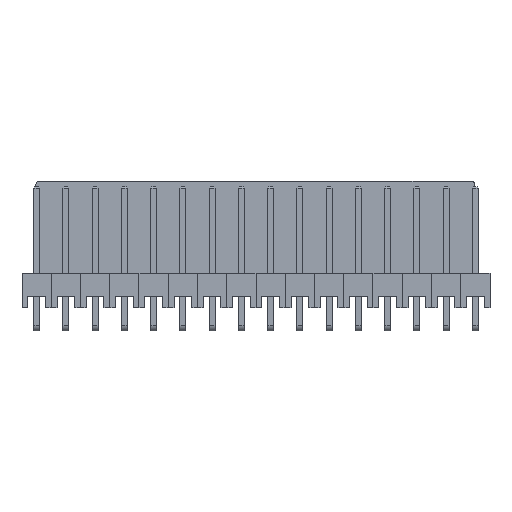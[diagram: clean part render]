
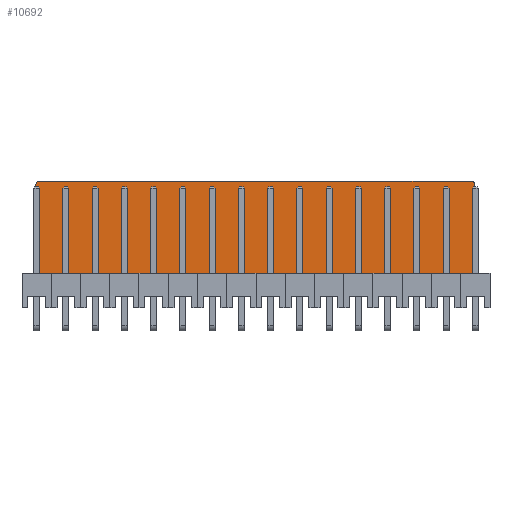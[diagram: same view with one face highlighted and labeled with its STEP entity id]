
A CAD part, front view. The second image highlights one B-rep face of the part: STEP entity #10692.
In plain terms, the highlighted face is planar.
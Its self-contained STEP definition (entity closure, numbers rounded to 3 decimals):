
#10342 = PLANE('',#10343);
#10343 = AXIS2_PLACEMENT_3D('',#10344,#10345,#10346);
#10344 = CARTESIAN_POINT('',(39.3,3.,0.));
#10345 = DIRECTION('',(-1.,0.,0.));
#10346 = DIRECTION('',(0.,1.,0.));
#10367 = VERTEX_POINT('',#10368);
#10368 = CARTESIAN_POINT('',(39.3,3.,1.));
#10382 = PLANE('',#10383);
#10383 = AXIS2_PLACEMENT_3D('',#10384,#10385,#10386);
#10384 = CARTESIAN_POINT('',(1.2,3.,0.));
#10385 = DIRECTION('',(0.,1.,0.));
#10386 = DIRECTION('',(1.,0.,0.));
#10394 = EDGE_CURVE('',#10367,#10395,#10397,.T.);
#10395 = VERTEX_POINT('',#10396);
#10396 = CARTESIAN_POINT('',(39.3,10.7,1.));
#10397 = SURFACE_CURVE('',#10398,(#10402,#10409),.PCURVE_S1.);
#10398 = LINE('',#10399,#10400);
#10399 = CARTESIAN_POINT('',(39.3,3.,1.));
#10400 = VECTOR('',#10401,1.);
#10401 = DIRECTION('',(0.,1.,0.));
#10402 = PCURVE('',#10342,#10403);
#10403 = DEFINITIONAL_REPRESENTATION('',(#10404),#10408);
#10404 = LINE('',#10405,#10406);
#10405 = CARTESIAN_POINT('',(0.,-1.));
#10406 = VECTOR('',#10407,1.);
#10407 = DIRECTION('',(1.,0.));
#10408 = ( GEOMETRIC_REPRESENTATION_CONTEXT(2) 
PARAMETRIC_REPRESENTATION_CONTEXT() REPRESENTATION_CONTEXT('2D SPACE',''
  ) );
#10409 = PCURVE('',#10410,#10415);
#10410 = PLANE('',#10411);
#10411 = AXIS2_PLACEMENT_3D('',#10412,#10413,#10414);
#10412 = CARTESIAN_POINT('',(39.3,3.,1.));
#10413 = DIRECTION('',(0.,0.,-1.));
#10414 = DIRECTION('',(0.,1.,0.));
#10415 = DEFINITIONAL_REPRESENTATION('',(#10416),#10420);
#10416 = LINE('',#10417,#10418);
#10417 = CARTESIAN_POINT('',(0.,0.));
#10418 = VECTOR('',#10419,1.);
#10419 = DIRECTION('',(1.,0.));
#10420 = ( GEOMETRIC_REPRESENTATION_CONTEXT(2) 
PARAMETRIC_REPRESENTATION_CONTEXT() REPRESENTATION_CONTEXT('2D SPACE',''
  ) );
#10436 = CYLINDRICAL_SURFACE('',#10437,0.3);
#10437 = AXIS2_PLACEMENT_3D('',#10438,#10439,#10440);
#10438 = CARTESIAN_POINT('',(39.,10.7,0.));
#10439 = DIRECTION('',(0.,0.,1.));
#10440 = DIRECTION('',(1.,0.,-0.));
#10491 = PLANE('',#10492);
#10492 = AXIS2_PLACEMENT_3D('',#10493,#10494,#10495);
#10493 = CARTESIAN_POINT('',(1.2,11.,0.));
#10494 = DIRECTION('',(1.,0.,0.));
#10495 = DIRECTION('',(0.,-1.,0.));
#10524 = CYLINDRICAL_SURFACE('',#10525,0.3);
#10525 = AXIS2_PLACEMENT_3D('',#10526,#10527,#10528);
#10526 = CARTESIAN_POINT('',(1.5,10.7,0.));
#10527 = DIRECTION('',(0.,0.,1.));
#10528 = DIRECTION('',(-0.,1.,0.));
#10552 = PLANE('',#10553);
#10553 = AXIS2_PLACEMENT_3D('',#10554,#10555,#10556);
#10554 = CARTESIAN_POINT('',(39.3,11.,0.));
#10555 = DIRECTION('',(0.,-1.,0.));
#10556 = DIRECTION('',(-1.,0.,0.));
#10595 = VERTEX_POINT('',#10596);
#10596 = CARTESIAN_POINT('',(39.,11.,1.));
#10617 = EDGE_CURVE('',#10395,#10595,#10618,.T.);
#10618 = SURFACE_CURVE('',#10619,(#10624,#10631),.PCURVE_S1.);
#10619 = CIRCLE('',#10620,0.3);
#10620 = AXIS2_PLACEMENT_3D('',#10621,#10622,#10623);
#10621 = CARTESIAN_POINT('',(39.,10.7,1.));
#10622 = DIRECTION('',(0.,0.,1.));
#10623 = DIRECTION('',(0.,-1.,0.));
#10624 = PCURVE('',#10436,#10625);
#10625 = DEFINITIONAL_REPRESENTATION('',(#10626),#10630);
#10626 = LINE('',#10627,#10628);
#10627 = CARTESIAN_POINT('',(-1.571,1.));
#10628 = VECTOR('',#10629,1.);
#10629 = DIRECTION('',(1.,0.));
#10630 = ( GEOMETRIC_REPRESENTATION_CONTEXT(2) 
PARAMETRIC_REPRESENTATION_CONTEXT() REPRESENTATION_CONTEXT('2D SPACE',''
  ) );
#10631 = PCURVE('',#10410,#10632);
#10632 = DEFINITIONAL_REPRESENTATION('',(#10633),#10641);
#10633 = ( BOUNDED_CURVE() B_SPLINE_CURVE(2,(#10634,#10635,#10636,#10637
    ,#10638,#10639,#10640),.UNSPECIFIED.,.F.,.F.) 
B_SPLINE_CURVE_WITH_KNOTS((1,2,2,2,2,1),(-2.094,0.,
    2.094,4.189,6.283,8.378),
.UNSPECIFIED.) CURVE() GEOMETRIC_REPRESENTATION_ITEM() 
RATIONAL_B_SPLINE_CURVE((1.,0.5,1.,0.5,1.,0.5,1.)) REPRESENTATION_ITEM(
  '') );
#10634 = CARTESIAN_POINT('',(7.4,-0.3));
#10635 = CARTESIAN_POINT('',(7.4,0.22));
#10636 = CARTESIAN_POINT('',(7.85,-0.04));
#10637 = CARTESIAN_POINT('',(8.3,-0.3));
#10638 = CARTESIAN_POINT('',(7.85,-0.56));
#10639 = CARTESIAN_POINT('',(7.4,-0.82));
#10640 = CARTESIAN_POINT('',(7.4,-0.3));
#10641 = ( GEOMETRIC_REPRESENTATION_CONTEXT(2) 
PARAMETRIC_REPRESENTATION_CONTEXT() REPRESENTATION_CONTEXT('2D SPACE',''
  ) );
#10648 = VERTEX_POINT('',#10649);
#10649 = CARTESIAN_POINT('',(1.2,3.,1.));
#10670 = EDGE_CURVE('',#10648,#10367,#10671,.T.);
#10671 = SURFACE_CURVE('',#10672,(#10676,#10683),.PCURVE_S1.);
#10672 = LINE('',#10673,#10674);
#10673 = CARTESIAN_POINT('',(1.2,3.,1.));
#10674 = VECTOR('',#10675,1.);
#10675 = DIRECTION('',(1.,0.,0.));
#10676 = PCURVE('',#10382,#10677);
#10677 = DEFINITIONAL_REPRESENTATION('',(#10678),#10682);
#10678 = LINE('',#10679,#10680);
#10679 = CARTESIAN_POINT('',(0.,-1.));
#10680 = VECTOR('',#10681,1.);
#10681 = DIRECTION('',(1.,0.));
#10682 = ( GEOMETRIC_REPRESENTATION_CONTEXT(2) 
PARAMETRIC_REPRESENTATION_CONTEXT() REPRESENTATION_CONTEXT('2D SPACE',''
  ) );
#10683 = PCURVE('',#10410,#10684);
#10684 = DEFINITIONAL_REPRESENTATION('',(#10685),#10689);
#10685 = LINE('',#10686,#10687);
#10686 = CARTESIAN_POINT('',(0.,-38.1));
#10687 = VECTOR('',#10688,1.);
#10688 = DIRECTION('',(0.,1.));
#10689 = ( GEOMETRIC_REPRESENTATION_CONTEXT(2) 
PARAMETRIC_REPRESENTATION_CONTEXT() REPRESENTATION_CONTEXT('2D SPACE',''
  ) );
#10692 = ADVANCED_FACE('',(#10693),#10410,.F.);
#10693 = FACE_BOUND('',#10694,.F.);
#10694 = EDGE_LOOP('',(#10695,#10696,#10697,#10720,#10748,#10769));
#10695 = ORIENTED_EDGE('',*,*,#10394,.F.);
#10696 = ORIENTED_EDGE('',*,*,#10670,.F.);
#10697 = ORIENTED_EDGE('',*,*,#10698,.F.);
#10698 = EDGE_CURVE('',#10699,#10648,#10701,.T.);
#10699 = VERTEX_POINT('',#10700);
#10700 = CARTESIAN_POINT('',(1.2,10.7,1.));
#10701 = SURFACE_CURVE('',#10702,(#10706,#10713),.PCURVE_S1.);
#10702 = LINE('',#10703,#10704);
#10703 = CARTESIAN_POINT('',(1.2,11.,1.));
#10704 = VECTOR('',#10705,1.);
#10705 = DIRECTION('',(0.,-1.,0.));
#10706 = PCURVE('',#10410,#10707);
#10707 = DEFINITIONAL_REPRESENTATION('',(#10708),#10712);
#10708 = LINE('',#10709,#10710);
#10709 = CARTESIAN_POINT('',(8.,-38.1));
#10710 = VECTOR('',#10711,1.);
#10711 = DIRECTION('',(-1.,0.));
#10712 = ( GEOMETRIC_REPRESENTATION_CONTEXT(2) 
PARAMETRIC_REPRESENTATION_CONTEXT() REPRESENTATION_CONTEXT('2D SPACE',''
  ) );
#10713 = PCURVE('',#10491,#10714);
#10714 = DEFINITIONAL_REPRESENTATION('',(#10715),#10719);
#10715 = LINE('',#10716,#10717);
#10716 = CARTESIAN_POINT('',(0.,-1.));
#10717 = VECTOR('',#10718,1.);
#10718 = DIRECTION('',(1.,0.));
#10719 = ( GEOMETRIC_REPRESENTATION_CONTEXT(2) 
PARAMETRIC_REPRESENTATION_CONTEXT() REPRESENTATION_CONTEXT('2D SPACE',''
  ) );
#10720 = ORIENTED_EDGE('',*,*,#10721,.F.);
#10721 = EDGE_CURVE('',#10722,#10699,#10724,.T.);
#10722 = VERTEX_POINT('',#10723);
#10723 = CARTESIAN_POINT('',(1.5,11.,1.));
#10724 = SURFACE_CURVE('',#10725,(#10730,#10741),.PCURVE_S1.);
#10725 = CIRCLE('',#10726,0.3);
#10726 = AXIS2_PLACEMENT_3D('',#10727,#10728,#10729);
#10727 = CARTESIAN_POINT('',(1.5,10.7,1.));
#10728 = DIRECTION('',(0.,0.,1.));
#10729 = DIRECTION('',(0.,-1.,0.));
#10730 = PCURVE('',#10410,#10731);
#10731 = DEFINITIONAL_REPRESENTATION('',(#10732),#10740);
#10732 = ( BOUNDED_CURVE() B_SPLINE_CURVE(2,(#10733,#10734,#10735,#10736
    ,#10737,#10738,#10739),.UNSPECIFIED.,.F.,.F.) 
B_SPLINE_CURVE_WITH_KNOTS((1,2,2,2,2,1),(-2.094,0.,
    2.094,4.189,6.283,8.378),
.UNSPECIFIED.) CURVE() GEOMETRIC_REPRESENTATION_ITEM() 
RATIONAL_B_SPLINE_CURVE((1.,0.5,1.,0.5,1.,0.5,1.)) REPRESENTATION_ITEM(
  '') );
#10733 = CARTESIAN_POINT('',(7.4,-37.8));
#10734 = CARTESIAN_POINT('',(7.4,-37.28));
#10735 = CARTESIAN_POINT('',(7.85,-37.54));
#10736 = CARTESIAN_POINT('',(8.3,-37.8));
#10737 = CARTESIAN_POINT('',(7.85,-38.06));
#10738 = CARTESIAN_POINT('',(7.4,-38.32));
#10739 = CARTESIAN_POINT('',(7.4,-37.8));
#10740 = ( GEOMETRIC_REPRESENTATION_CONTEXT(2) 
PARAMETRIC_REPRESENTATION_CONTEXT() REPRESENTATION_CONTEXT('2D SPACE',''
  ) );
#10741 = PCURVE('',#10524,#10742);
#10742 = DEFINITIONAL_REPRESENTATION('',(#10743),#10747);
#10743 = LINE('',#10744,#10745);
#10744 = CARTESIAN_POINT('',(-3.142,1.));
#10745 = VECTOR('',#10746,1.);
#10746 = DIRECTION('',(1.,0.));
#10747 = ( GEOMETRIC_REPRESENTATION_CONTEXT(2) 
PARAMETRIC_REPRESENTATION_CONTEXT() REPRESENTATION_CONTEXT('2D SPACE',''
  ) );
#10748 = ORIENTED_EDGE('',*,*,#10749,.F.);
#10749 = EDGE_CURVE('',#10595,#10722,#10750,.T.);
#10750 = SURFACE_CURVE('',#10751,(#10755,#10762),.PCURVE_S1.);
#10751 = LINE('',#10752,#10753);
#10752 = CARTESIAN_POINT('',(39.3,11.,1.));
#10753 = VECTOR('',#10754,1.);
#10754 = DIRECTION('',(-1.,0.,0.));
#10755 = PCURVE('',#10410,#10756);
#10756 = DEFINITIONAL_REPRESENTATION('',(#10757),#10761);
#10757 = LINE('',#10758,#10759);
#10758 = CARTESIAN_POINT('',(8.,0.));
#10759 = VECTOR('',#10760,1.);
#10760 = DIRECTION('',(0.,-1.));
#10761 = ( GEOMETRIC_REPRESENTATION_CONTEXT(2) 
PARAMETRIC_REPRESENTATION_CONTEXT() REPRESENTATION_CONTEXT('2D SPACE',''
  ) );
#10762 = PCURVE('',#10552,#10763);
#10763 = DEFINITIONAL_REPRESENTATION('',(#10764),#10768);
#10764 = LINE('',#10765,#10766);
#10765 = CARTESIAN_POINT('',(0.,-1.));
#10766 = VECTOR('',#10767,1.);
#10767 = DIRECTION('',(1.,0.));
#10768 = ( GEOMETRIC_REPRESENTATION_CONTEXT(2) 
PARAMETRIC_REPRESENTATION_CONTEXT() REPRESENTATION_CONTEXT('2D SPACE',''
  ) );
#10769 = ORIENTED_EDGE('',*,*,#10617,.F.);
